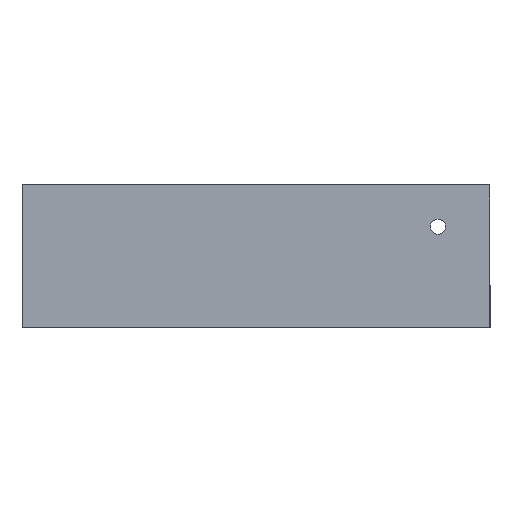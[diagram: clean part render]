
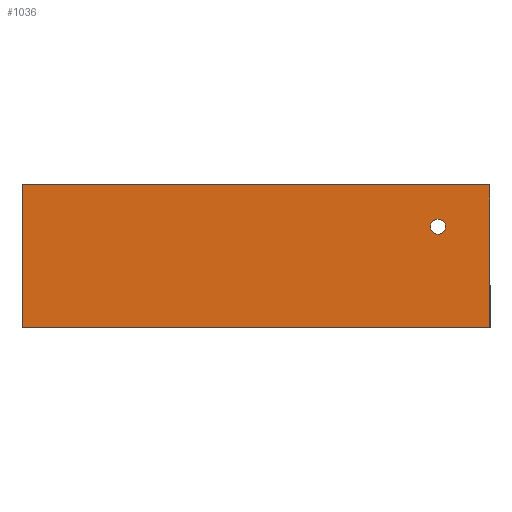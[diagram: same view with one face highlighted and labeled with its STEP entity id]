
A CAD part, front view. The second image highlights one B-rep face of the part: STEP entity #1036.
In plain terms, the highlighted planar face has unit normal (0, -1, 0).
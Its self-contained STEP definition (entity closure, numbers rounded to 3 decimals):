
#78=FACE_BOUND('',#237,.T.);
#114=PLANE('',#1144);
#166=FACE_OUTER_BOUND('',#236,.T.);
#236=EDGE_LOOP('',(#963,#964,#965,#966,#967,#968));
#237=EDGE_LOOP('',(#969));
#257=LINE('',#1482,#359);
#260=LINE('',#1487,#362);
#267=LINE('',#1509,#369);
#324=LINE('',#1654,#426);
#334=LINE('',#1684,#436);
#339=LINE('',#1695,#441);
#359=VECTOR('',#1200,10.);
#362=VECTOR('',#1205,10.);
#369=VECTOR('',#1222,10.);
#426=VECTOR('',#1367,10.);
#436=VECTOR('',#1399,10.);
#441=VECTOR('',#1416,10.);
#443=CIRCLE('',#1062,1.4);
#476=VERTEX_POINT('',#1423);
#499=VERTEX_POINT('',#1480);
#500=VERTEX_POINT('',#1481);
#501=VERTEX_POINT('',#1486);
#510=VERTEX_POINT('',#1506);
#511=VERTEX_POINT('',#1508);
#555=VERTEX_POINT('',#1652);
#567=EDGE_CURVE('',#476,#476,#443,.T.);
#593=EDGE_CURVE('',#499,#500,#257,.T.);
#596=EDGE_CURVE('',#501,#499,#260,.T.);
#607=EDGE_CURVE('',#511,#510,#267,.T.);
#679=EDGE_CURVE('',#510,#555,#324,.T.);
#694=EDGE_CURVE('',#500,#511,#334,.T.);
#699=EDGE_CURVE('',#555,#501,#339,.T.);
#963=ORIENTED_EDGE('',*,*,#607,.T.);
#964=ORIENTED_EDGE('',*,*,#679,.T.);
#965=ORIENTED_EDGE('',*,*,#699,.T.);
#966=ORIENTED_EDGE('',*,*,#596,.T.);
#967=ORIENTED_EDGE('',*,*,#593,.T.);
#968=ORIENTED_EDGE('',*,*,#694,.T.);
#969=ORIENTED_EDGE('',*,*,#567,.T.);
#1036=ADVANCED_FACE('',(#166,#78),#114,.F.);
#1062=AXIS2_PLACEMENT_3D('',#1425,#1152,#1153);
#1144=AXIS2_PLACEMENT_3D('',#1696,#1417,#1418);
#1152=DIRECTION('center_axis',(0.,1.,0.));
#1153=DIRECTION('ref_axis',(-1.,0.,0.));
#1200=DIRECTION('',(-1.,0.,0.));
#1205=DIRECTION('',(0.,0.,1.));
#1222=DIRECTION('',(1.,0.,0.));
#1367=DIRECTION('',(0.,0.,1.));
#1399=DIRECTION('',(0.,0.,-1.));
#1416=DIRECTION('',(-1.,0.,0.));
#1417=DIRECTION('center_axis',(0.,1.,0.));
#1418=DIRECTION('ref_axis',(0.,0.,1.));
#1423=CARTESIAN_POINT('',(41.317,0.,-3.9));
#1425=CARTESIAN_POINT('Origin',(39.917,0.,-3.9));
#1480=CARTESIAN_POINT('',(49.535,0.,3.9));
#1481=CARTESIAN_POINT('',(-37.155,0.,3.9));
#1482=CARTESIAN_POINT('',(27.862,0.,3.9));
#1486=CARTESIAN_POINT('',(49.535,0.,-1.1));
#1487=CARTESIAN_POINT('',(49.535,0.,0.15));
#1506=CARTESIAN_POINT('',(49.535,0.,-22.6));
#1508=CARTESIAN_POINT('',(-37.155,0.,-22.6));
#1509=CARTESIAN_POINT('',(9.112,0.,-22.6));
#1652=CARTESIAN_POINT('',(49.535,0.,-1.1));
#1654=CARTESIAN_POINT('',(49.535,0.,-11.912));
#1684=CARTESIAN_POINT('',(-37.155,0.,2.65));
#1695=CARTESIAN_POINT('',(-25.465,0.,-1.1));
#1696=CARTESIAN_POINT('Origin',(12.035,0.,-11.875));
